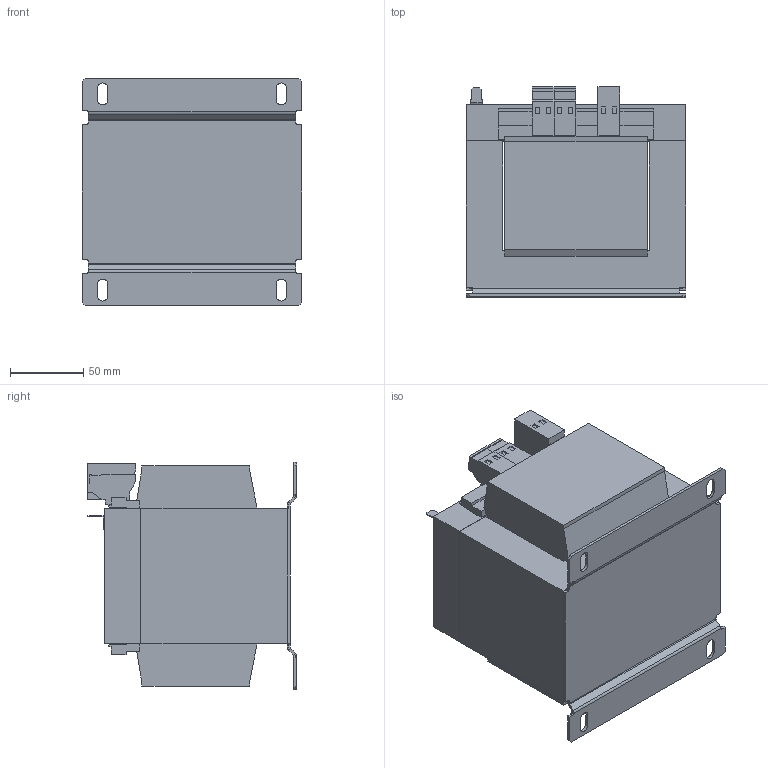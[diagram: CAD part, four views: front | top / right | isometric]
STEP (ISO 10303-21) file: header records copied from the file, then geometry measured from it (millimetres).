
FILE_DESCRIPTION (( 'STEP AP214' ), '1' );
FILE_NAME ('213583.STEP', '2020-05-29T03:57:06', ( '' ), ( '' ), 'SwSTEP 2.0', 'SolidWorks 2018', '' );
FILE_SCHEMA (( 'AUTOMOTIVE_DESIGN' ));
Length unit declared in the file: millimetre
Products named in the file (1): 213583
Bounding box: 150 x 143.25 x 155.4 mm (x, y, z)
Volume: 2243712.6 mm3; surface area: 200983.9 mm2
Topology: 1 solids, 1 shells, 321 faces, 855 edges, 552 vertices
Faces by surface type: plane 232, cylinder 62, bspline 27
Entity records: 10381 total; most frequent: CARTESIAN_POINT 2132, ORIENTED_EDGE 1710, DIRECTION 1509, EDGE_CURVE 855, LINE 671, VECTOR 671, VERTEX_POINT 552, AXIS2_PLACEMENT_3D 419
